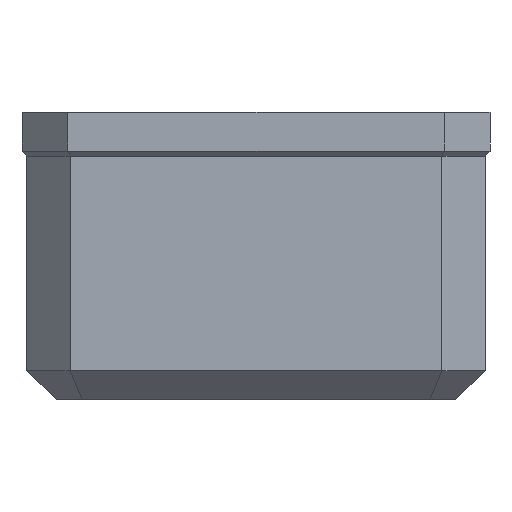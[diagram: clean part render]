
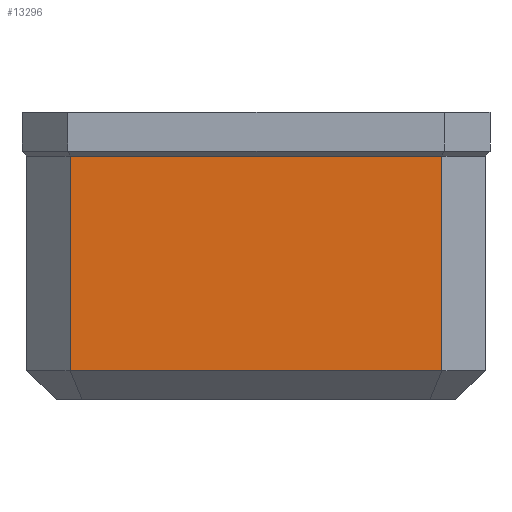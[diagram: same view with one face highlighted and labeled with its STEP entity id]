
A CAD part, front view. The second image highlights one B-rep face of the part: STEP entity #13296.
In plain terms, the highlighted planar face has unit normal (0, -1, 0).
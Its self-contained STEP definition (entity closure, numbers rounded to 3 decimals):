
#2106=FACE_OUTER_BOUND('',#2811,.T.);
#2811=EDGE_LOOP('',(#12050,#12051,#12052,#12053));
#3734=LINE('',#29310,#4629);
#3740=LINE('',#29322,#4635);
#3741=LINE('',#29324,#4636);
#3742=LINE('',#29325,#4637);
#4629=VECTOR('',#18141,10.);
#4635=VECTOR('',#18153,10.);
#4636=VECTOR('',#18154,10.);
#4637=VECTOR('',#18155,10.);
#6039=VERTEX_POINT('',#29302);
#6041=VERTEX_POINT('',#29308);
#6044=VERTEX_POINT('',#29321);
#6045=VERTEX_POINT('',#29323);
#8053=EDGE_CURVE('',#6041,#6039,#3734,.T.);
#8059=EDGE_CURVE('',#6041,#6044,#3740,.T.);
#8060=EDGE_CURVE('',#6045,#6044,#3741,.T.);
#8061=EDGE_CURVE('',#6039,#6045,#3742,.T.);
#12050=ORIENTED_EDGE('',*,*,#8053,.F.);
#12051=ORIENTED_EDGE('',*,*,#8059,.T.);
#12052=ORIENTED_EDGE('',*,*,#8060,.F.);
#12053=ORIENTED_EDGE('',*,*,#8061,.F.);
#12591=PLANE('',#14673);
#13296=ADVANCED_FACE('',(#2106),#12591,.T.);
#14673=AXIS2_PLACEMENT_3D('',#29320,#18151,#18152);
#18141=DIRECTION('',(1.,0.,0.));
#18151=DIRECTION('center_axis',(0.,-1.,0.));
#18152=DIRECTION('ref_axis',(-1.,0.,0.));
#18153=DIRECTION('',(0.,0.,-1.));
#18154=DIRECTION('',(-1.,0.,0.));
#18155=DIRECTION('',(0.,0.,-1.));
#29302=CARTESIAN_POINT('',(90.716,1.,-9.));
#29308=CARTESIAN_POINT('',(14.414,1.,-9.));
#29310=CARTESIAN_POINT('',(71.641,1.,-9.));
#29320=CARTESIAN_POINT('Origin',(90.716,1.,0.));
#29321=CARTESIAN_POINT('',(14.414,1.,-53.));
#29322=CARTESIAN_POINT('',(14.414,1.,0.));
#29323=CARTESIAN_POINT('',(90.716,1.,-53.));
#29324=CARTESIAN_POINT('',(71.641,1.,-53.));
#29325=CARTESIAN_POINT('',(90.716,1.,0.));
